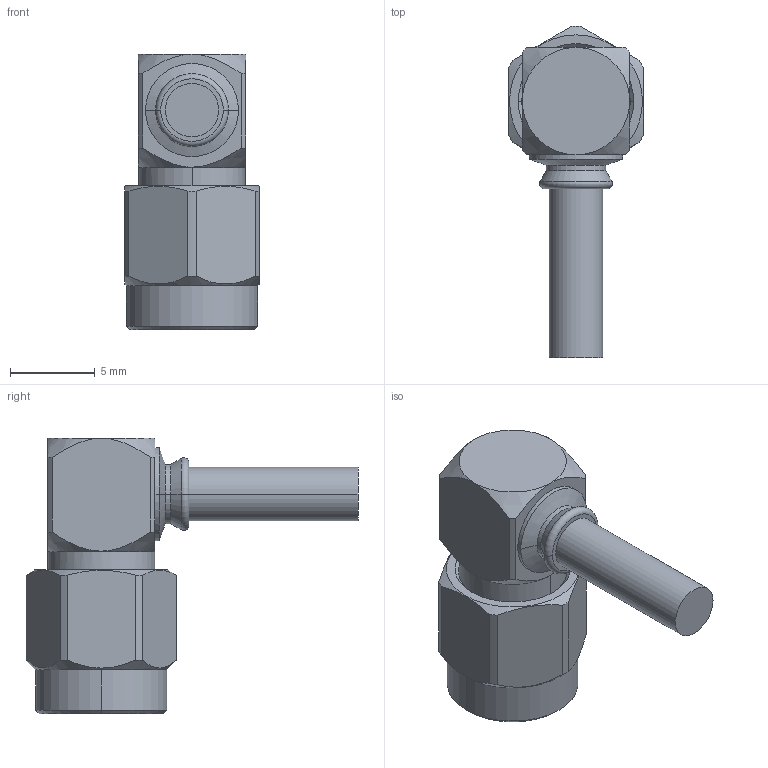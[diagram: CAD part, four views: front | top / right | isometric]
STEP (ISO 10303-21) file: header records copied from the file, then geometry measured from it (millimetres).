
FILE_DESCRIPTION (( 'STEP AP203' ), '1' );
FILE_NAME ('R125.170.402B.STEP', '2014-08-21T08:46:16', ( 'adminradiall' ), ( 'Microsoft' ), 'SwSTEP 2.0', 'SolidWorks 2014', '' );
FILE_SCHEMA (( 'CONFIG_CONTROL_DESIGN' ));
Length unit declared in the file: millimetre
Products named in the file (1): R125.170.402B
Bounding box: 7.94 x 19.62 x 16.29 mm (x, y, z)
Volume: 733.5 mm3; surface area: 878.9 mm2
Topology: 1 solids, 1 shells, 84 faces, 199 edges, 122 vertices
Faces by surface type: cylinder 33, cone 26, plane 23, torus 2
Entity records: 2664 total; most frequent: CARTESIAN_POINT 628, DIRECTION 433, ORIENTED_EDGE 398, EDGE_CURVE 199, AXIS2_PLACEMENT_3D 179, VERTEX_POINT 122, CIRCLE 94, EDGE_LOOP 91
